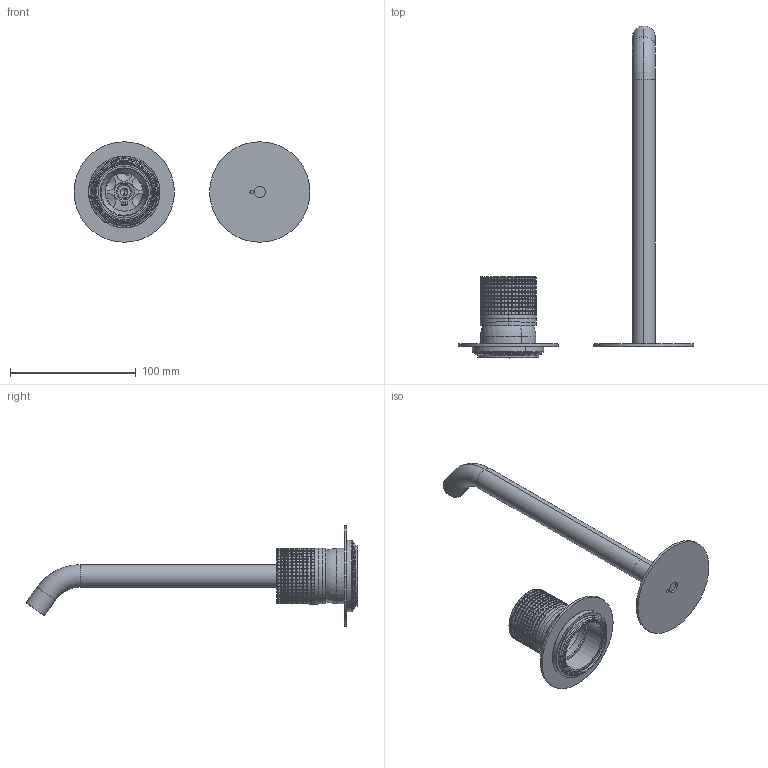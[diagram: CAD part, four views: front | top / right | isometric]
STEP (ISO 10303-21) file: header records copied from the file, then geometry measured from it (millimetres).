
FILE_DESCRIPTION(('CATIA V5 STEP Exchange','CAx-IF Rec.Pracs.--- Model Styling and Organization---1.5--- 2016-08-15','CAx-IF Rec.Pracs.---Supplemental Geometry---1.0---2011-11-01','CAx-IF Rec.Pracs.--- Composite Materials ---3.4---2017-06-13','CAx-IF Rec.Pracs.---Tessellated 3D Geometry---1.0---2015-12-17'),'2;1');
FILE_NAME('X1 00551.stp','2022-09-15T12:55:02+00:00',('none'),('none'),'CATIA Version 5-6 Release 2020 SP2','CATIA V5 STEP AP242 v2','none');
FILE_SCHEMA(('AP242_MANAGED_MODEL_BASED_3D_ENGINEERING_MIM_LF {1 0 10303 442 1 1 4}'));
Products named in the file (13): X1 00551; P47263; P47260; PR98127; P45393; P44110; P47561; PR9C174; P47253; P42743; P9C168; P50533; P52184
Assembly tree (12 placements, depth 3):
  X1 00551
    P47263
    P47260
    PR98127
      P45393
      P44110
    P47561
    PR9C174
      P47253
    P42743
    P9C168
    P50533
    P52184
Bounding box: 188 x 264.47 x 80 mm (x, y, z)
Volume: 82501.6 mm3; surface area: 77329.6 mm2
Topology: 10 solids, 11 shells, 4595 faces, 13549 edges, 9129 vertices
Faces by surface type: plane 1213, bspline 1087, cylinder 854, cone 743, extrusion 428, torus 240, revolution 24, sphere 6
Entity records: 168362 total; most frequent: CARTESIAN_POINT 72908, ORIENTED_EDGE 27062, EDGE_CURVE 13531, B_SPLINE_CURVE_WITH_KNOTS 9548, VERTEX_POINT 9129, DIRECTION 5630, EDGE_LOOP 4792, ADVANCED_FACE 4595
